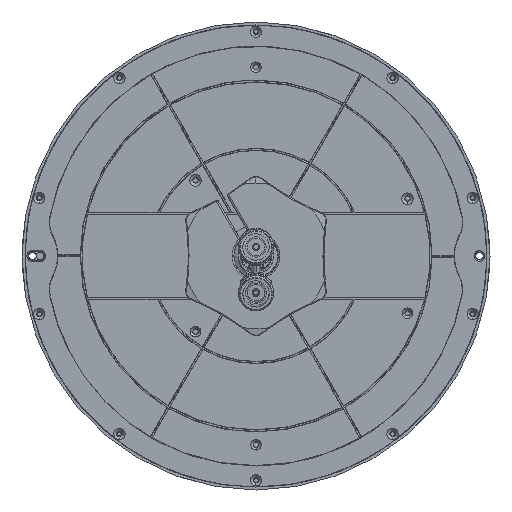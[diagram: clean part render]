
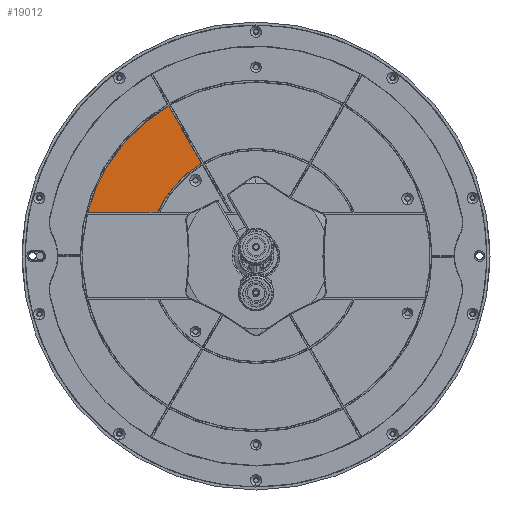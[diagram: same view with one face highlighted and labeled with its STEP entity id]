
A CAD part, front view. The second image highlights one B-rep face of the part: STEP entity #19012.
In plain terms, the highlighted planar face has unit normal (0, 1, 0).
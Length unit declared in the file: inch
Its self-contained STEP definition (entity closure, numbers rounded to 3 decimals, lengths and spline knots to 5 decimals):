
#1273 = VERTEX_POINT ( 'NONE', #26347 ) ;
#1599 = CARTESIAN_POINT ( 'NONE',  ( -1.83479, 0.00787, 1.56012 ) ) ;
#1859 = CARTESIAN_POINT ( 'NONE',  ( -1.70967, 0.00787, 1.70005 ) ) ;
#3121 = CARTESIAN_POINT ( 'NONE',  ( -3.7603, 0.00787, 0.98425 ) ) ;
#3159 = VERTEX_POINT ( 'NONE', #4742 ) ;
#3391 = CARTESIAN_POINT ( 'NONE',  ( -2.17963, 0.00787, 3.23046 ) ) ;
#4742 = CARTESIAN_POINT ( 'NONE',  ( -2.19651, 0.00787, 0.98425 ) ) ;
#4990 = EDGE_CURVE ( 'NONE', #7315, #14382, #30409, .T. ) ;
#5728 = CARTESIAN_POINT ( 'NONE',  ( -1.61957, 0.00787, 1.78629 ) ) ;
#6260 = CARTESIAN_POINT ( 'NONE',  ( -1.48056, 0.00787, 1.89936 ) ) ;
#7315 = VERTEX_POINT ( 'NONE', #12629 ) ;
#7792 = DIRECTION ( 'NONE',  ( 0., -1., 0. ) ) ;
#10420 = CARTESIAN_POINT ( 'NONE',  ( -2.01801, 0.00787, 1.31249 ) ) ;
#10897 = DIRECTION ( 'NONE',  ( 1., 0., 0. ) ) ;
#10957 = CARTESIAN_POINT ( 'NONE',  ( -1.2194, 0.00787, 2.07705 ) ) ;
#11051 = ORIENTED_EDGE ( 'NONE', *, *, #4990, .F. ) ;
#12163 = EDGE_LOOP ( 'NONE', ( #39690, #11051, #19573, #31639 ) ) ;
#12629 = CARTESIAN_POINT ( 'NONE',  ( -1.95958, 0.00787, 3.35907 ) ) ;
#14296 = B_SPLINE_CURVE_WITH_KNOTS ( 'NONE', 3,
 ( #10957, #44740, #14317, #28109, #6260, #36129, #40568, #39482, #22873, #5728, #1859, #1599, #48350, #35323, #19550, #36411, #23139, #52210, #10420, #40013, #52747, #48615 ),
 .UNSPECIFIED., .F., .F.,
 ( 4, 1, 1, 1, 1, 2, 2, 2, 1, 1, 1, 1, 2, 2, 4 ),
 ( 0., 0.125, 0.1875, 0.21875, 0.23438, 0.24219, 0.25, 0.5, 0.625, 0.6875, 0.71875, 0.73437, 0.74219, 0.75, 1. ),
 .UNSPECIFIED. ) ;
#14317 = CARTESIAN_POINT ( 'NONE',  ( -1.35054, 0.00787, 1.99572 ) ) ;
#14382 = VERTEX_POINT ( 'NONE', #21725 ) ;
#14524 = VECTOR ( 'NONE', #32718, 39.37008 ) ;
#15332 = CARTESIAN_POINT ( 'NONE',  ( 3.94432, 0.00787, 0.98425 ) ) ;
#15838 = CARTESIAN_POINT ( 'NONE',  ( -2.04849, 0.00787, 3.51307 ) ) ;
#17677 = AXIS2_PLACEMENT_3D ( 'NONE', #40721, #7792, #49299 ) ;
#19012 = ADVANCED_FACE ( 'NONE', ( #36277 ), #49853, .F. ) ;
#19550 = CARTESIAN_POINT ( 'NONE',  ( -1.98996, 0.00787, 1.35489 ) ) ;
#19573 = ORIENTED_EDGE ( 'NONE', *, *, #33929, .F. ) ;
#20286 = CARTESIAN_POINT ( 'NONE',  ( -2.387, 0.00787, 3.08017 ) ) ;
#21725 = CARTESIAN_POINT ( 'NONE',  ( -3.7603, 0.00787, 0.98425 ) ) ;
#22873 = CARTESIAN_POINT ( 'NONE',  ( -1.51969, 0.00787, 1.86801 ) ) ;
#23139 = CARTESIAN_POINT ( 'NONE',  ( -2.01158, 0.00787, 1.32235 ) ) ;
#23887 = CARTESIAN_POINT ( 'NONE',  ( -1.95958, 0.00787, 3.35907 ) ) ;
#24980 = CARTESIAN_POINT ( 'NONE',  ( -3.2504, 0.00787, 2.14787 ) ) ;
#26347 = CARTESIAN_POINT ( 'NONE',  ( -1.2194, 0.00787, 2.07705 ) ) ;
#28109 = CARTESIAN_POINT ( 'NONE',  ( -1.43782, 0.00787, 1.93233 ) ) ;
#30409 = B_SPLINE_CURVE_WITH_KNOTS ( 'NONE', 3,
 ( #23887, #3391, #20286, #36871, #45747, #24980, #50417, #33547, #41034, #3121 ),
 .UNSPECIFIED., .F., .F.,
 ( 4, 2, 2, 2, 4 ),
 ( 0., 0.25, 0.5, 0.75, 1. ),
 .UNSPECIFIED. ) ;
#31639 = ORIENTED_EDGE ( 'NONE', *, *, #49123, .T. ) ;
#32493 = LINE ( 'NONE', #15332, #50659 ) ;
#32718 = DIRECTION ( 'NONE',  ( -0.5, 0., 0.866 ) ) ;
#33537 = LINE ( 'NONE', #15838, #14524 ) ;
#33547 = CARTESIAN_POINT ( 'NONE',  ( -3.6071, 0.00787, 1.47108 ) ) ;
#33929 = EDGE_CURVE ( 'NONE', #1273, #7315, #33537, .T. ) ;
#35323 = CARTESIAN_POINT ( 'NONE',  ( -1.95897, 0.00787, 1.39989 ) ) ;
#36129 = CARTESIAN_POINT ( 'NONE',  ( -1.50172, 0.00787, 1.88255 ) ) ;
#36277 = FACE_OUTER_BOUND ( 'NONE', #12163, .T. ) ;
#36411 = CARTESIAN_POINT ( 'NONE',  ( -2.00514, 0.00787, 1.33215 ) ) ;
#36871 = CARTESIAN_POINT ( 'NONE',  ( -2.76839, 0.00787, 2.74196 ) ) ;
#39482 = CARTESIAN_POINT ( 'NONE',  ( -1.51673, 0.00787, 1.87042 ) ) ;
#39690 = ORIENTED_EDGE ( 'NONE', *, *, #53767, .F. ) ;
#40013 = CARTESIAN_POINT ( 'NONE',  ( -2.08725, 0.00787, 1.20544 ) ) ;
#40568 = CARTESIAN_POINT ( 'NONE',  ( -1.51073, 0.00787, 1.87528 ) ) ;
#40721 = CARTESIAN_POINT ( 'NONE',  ( 0., 0.00787, 0. ) ) ;
#41034 = CARTESIAN_POINT ( 'NONE',  ( -3.69586, 0.00787, 1.23085 ) ) ;
#44740 = CARTESIAN_POINT ( 'NONE',  ( -1.27267, 0.00787, 2.04568 ) ) ;
#45747 = CARTESIAN_POINT ( 'NONE',  ( -2.94241, 0.00787, 2.55406 ) ) ;
#48350 = CARTESIAN_POINT ( 'NONE',  ( -1.89444, 0.00787, 1.48795 ) ) ;
#48615 = CARTESIAN_POINT ( 'NONE',  ( -2.19651, 0.00787, 0.98425 ) ) ;
#49123 = EDGE_CURVE ( 'NONE', #1273, #3159, #14296, .T. ) ;
#49299 = DIRECTION ( 'NONE',  ( 0., 0., -1. ) ) ;
#49853 = PLANE ( 'NONE',  #17677 ) ;
#50417 = CARTESIAN_POINT ( 'NONE',  ( -3.38437, 0.00787, 1.9296 ) ) ;
#50659 = VECTOR ( 'NONE', #10897, 39.37008 ) ;
#52210 = CARTESIAN_POINT ( 'NONE',  ( -2.01586, 0.00787, 1.31581 ) ) ;
#52747 = CARTESIAN_POINT ( 'NONE',  ( -2.14605, 0.00787, 1.0971 ) ) ;
#53767 = EDGE_CURVE ( 'NONE', #14382, #3159, #32493, .T. ) ;
